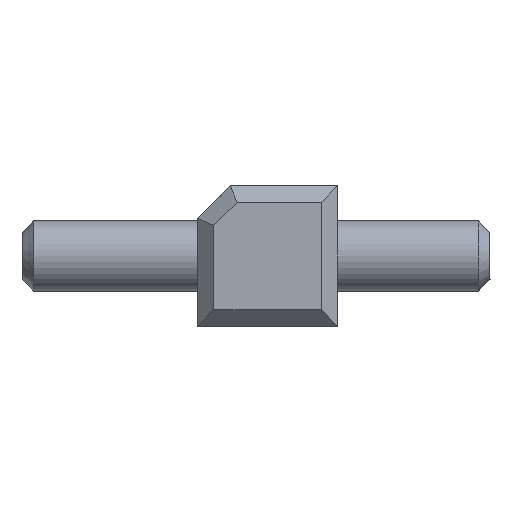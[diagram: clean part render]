
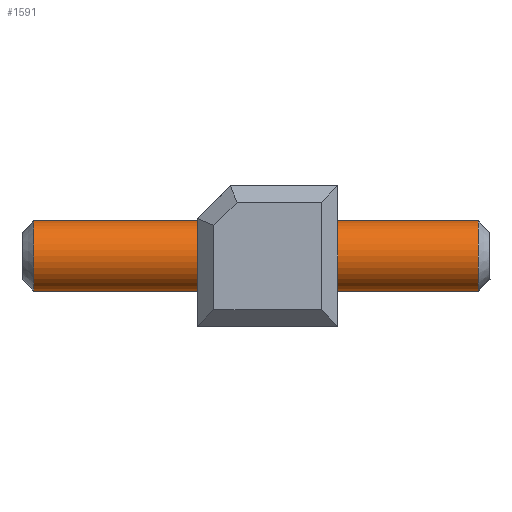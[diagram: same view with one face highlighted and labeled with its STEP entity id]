
A CAD part, front view. The second image highlights one B-rep face of the part: STEP entity #1591.
In plain terms, the highlighted cylindrical face has radius 1.5 mm (diameter 3 mm), a partial arc.
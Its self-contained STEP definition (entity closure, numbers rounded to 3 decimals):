
#1412=DIRECTION('',(-1.,0.,0.));
#1413=VECTOR('',#1412,19.);
#1414=CARTESIAN_POINT('',(43.322,47.594,-1.206));
#1415=LINE('',#1414,#1413);
#1425=CARTESIAN_POINT('',(43.322,47.594,0.294));
#1426=DIRECTION('',(-1.,0.,0.));
#1427=DIRECTION('',(0.,0.,-1.));
#1428=AXIS2_PLACEMENT_3D('',#1425,#1426,#1427);
#1434=DIRECTION('',(-1.,0.,0.));
#1435=VECTOR('',#1434,19.);
#1436=CARTESIAN_POINT('',(43.322,47.594,1.794));
#1437=LINE('',#1436,#1435);
#1438=CARTESIAN_POINT('',(24.322,47.594,0.294));
#1439=DIRECTION('',(1.,0.,0.));
#1440=DIRECTION('',(0.,0.,1.));
#1441=AXIS2_PLACEMENT_3D('',#1438,#1439,#1440);
#1458=CARTESIAN_POINT('',(24.322,47.594,-1.206));
#1460=VERTEX_POINT('',#1458);
#1463=CARTESIAN_POINT('',(24.322,47.594,1.794));
#1464=VERTEX_POINT('',#1463);
#1465=CARTESIAN_POINT('',(43.322,47.594,-1.206));
#1466=VERTEX_POINT('',#1465);
#1467=CARTESIAN_POINT('',(43.322,47.594,1.794));
#1468=VERTEX_POINT('',#1467);
#1579=CARTESIAN_POINT('',(33.822,47.594,0.294));
#1580=DIRECTION('',(-1.,0.,0.));
#1581=DIRECTION('',(0.,0.,1.));
#1582=AXIS2_PLACEMENT_3D('',#1579,#1580,#1581);
#1583=CYLINDRICAL_SURFACE('',#1582,1.5);
#1584=ORIENTED_EDGE('',*,*,#1564,.F.);
#1585=ORIENTED_EDGE('',*,*,#1524,.T.);
#1587=ORIENTED_EDGE('',*,*,#1586,.F.);
#1588=ORIENTED_EDGE('',*,*,#1521,.F.);
#1589=EDGE_LOOP('',(#1584,#1585,#1587,#1588));
#1590=FACE_OUTER_BOUND('',#1589,.F.);
#1429=CIRCLE('',#1428,1.5);
#1442=CIRCLE('',#1441,1.5);
#1521=EDGE_CURVE('',#1468,#1464,#1437,.T.);
#1524=EDGE_CURVE('',#1466,#1460,#1415,.T.);
#1564=EDGE_CURVE('',#1466,#1468,#1429,.T.);
#1586=EDGE_CURVE('',#1464,#1460,#1442,.T.);
#1591=ADVANCED_FACE('',(#1590),#1583,.T.);
